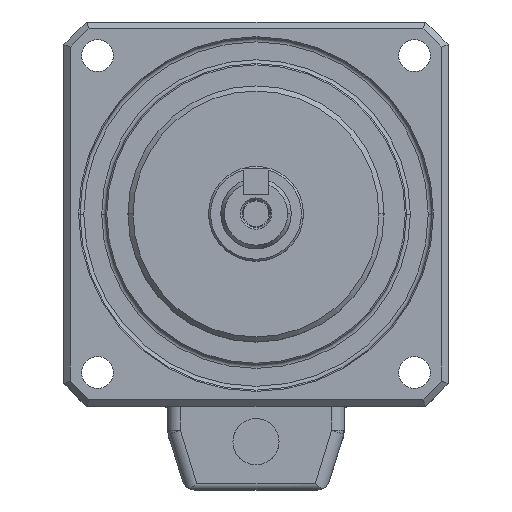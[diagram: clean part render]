
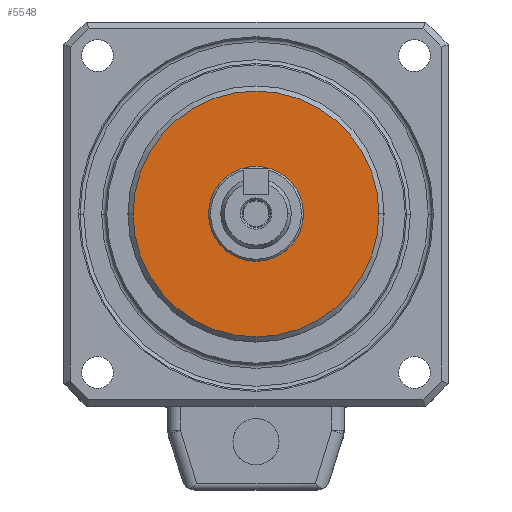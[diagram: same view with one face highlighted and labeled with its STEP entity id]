
A CAD part, top view. The second image highlights one B-rep face of the part: STEP entity #5548.
In plain terms, the highlighted planar face has unit normal (0, 0, 1).
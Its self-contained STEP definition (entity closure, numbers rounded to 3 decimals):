
#361 = DIRECTION ( 'NONE',  ( -1., 0., 0. ) ) ;
#553 = DIRECTION ( 'NONE',  ( 1., 0., 0. ) ) ;
#1626 = FACE_BOUND ( 'NONE', #5056, .T. ) ;
#1817 = ORIENTED_EDGE ( 'NONE', *, *, #3038, .T. ) ;
#2307 = VERTEX_POINT ( 'NONE', #18654 ) ;
#2362 = CIRCLE ( 'NONE', #17516, 7.4 ) ;
#2727 = FACE_OUTER_BOUND ( 'NONE', #20534, .T. ) ;
#2782 = AXIS2_PLACEMENT_3D ( 'NONE', #6159, #4163, #361 ) ;
#2894 = CARTESIAN_POINT ( 'NONE',  ( 0., 0., 10. ) ) ;
#3038 = EDGE_CURVE ( 'NONE', #7539, #11037, #18230, .T. ) ;
#4163 = DIRECTION ( 'NONE',  ( 0., 0., 1. ) ) ;
#4303 = AXIS2_PLACEMENT_3D ( 'NONE', #15908, #15974, #15077 ) ;
#4559 = DIRECTION ( 'NONE',  ( -1., 0., 0. ) ) ;
#5056 = EDGE_LOOP ( 'NONE', ( #12791, #19680 ) ) ;
#5548 = ADVANCED_FACE ( 'NONE', ( #1626, #2727 ), #5570, .T. ) ;
#5570 = PLANE ( 'NONE',  #6450 ) ;
#5632 = EDGE_CURVE ( 'NONE', #2307, #6011, #2362, .T. ) ;
#6011 = VERTEX_POINT ( 'NONE', #7487 ) ;
#6159 = CARTESIAN_POINT ( 'NONE',  ( 0., 0., 10. ) ) ;
#6450 = AXIS2_PLACEMENT_3D ( 'NONE', #8785, #16935, #553 ) ;
#6463 = CARTESIAN_POINT ( 'NONE',  ( 19.2, 0., 10. ) ) ;
#7202 = DIRECTION ( 'NONE',  ( 0., 0., -1. ) ) ;
#7487 = CARTESIAN_POINT ( 'NONE',  ( -7.4, 0., 10. ) ) ;
#7539 = VERTEX_POINT ( 'NONE', #16199 ) ;
#8785 = CARTESIAN_POINT ( 'NONE',  ( -20.16, -20.16, 10. ) ) ;
#9200 = EDGE_CURVE ( 'NONE', #11037, #7539, #14026, .T. ) ;
#10385 = CARTESIAN_POINT ( 'NONE',  ( 0., 0., 10. ) ) ;
#11037 = VERTEX_POINT ( 'NONE', #6463 ) ;
#12030 = ORIENTED_EDGE ( 'NONE', *, *, #9200, .T. ) ;
#12791 = ORIENTED_EDGE ( 'NONE', *, *, #19910, .T. ) ;
#14026 = CIRCLE ( 'NONE', #2782, 19.2 ) ;
#14472 = DIRECTION ( 'NONE',  ( 0., 0., -1. ) ) ;
#15077 = DIRECTION ( 'NONE',  ( -1., 0., 0. ) ) ;
#15908 = CARTESIAN_POINT ( 'NONE',  ( 0., 0., 10. ) ) ;
#15974 = DIRECTION ( 'NONE',  ( 0., 0., 1. ) ) ;
#16199 = CARTESIAN_POINT ( 'NONE',  ( -19.2, 0., 10. ) ) ;
#16935 = DIRECTION ( 'NONE',  ( 0., 0., 1. ) ) ;
#17057 = DIRECTION ( 'NONE',  ( -1., 0., 0. ) ) ;
#17516 = AXIS2_PLACEMENT_3D ( 'NONE', #10385, #7202, #17057 ) ;
#18230 = CIRCLE ( 'NONE', #4303, 19.2 ) ;
#18654 = CARTESIAN_POINT ( 'NONE',  ( 7.4, 0., 10. ) ) ;
#19073 = CIRCLE ( 'NONE', #20981, 7.4 ) ;
#19680 = ORIENTED_EDGE ( 'NONE', *, *, #5632, .T. ) ;
#19910 = EDGE_CURVE ( 'NONE', #6011, #2307, #19073, .T. ) ;
#20534 = EDGE_LOOP ( 'NONE', ( #1817, #12030 ) ) ;
#20981 = AXIS2_PLACEMENT_3D ( 'NONE', #2894, #14472, #4559 ) ;
